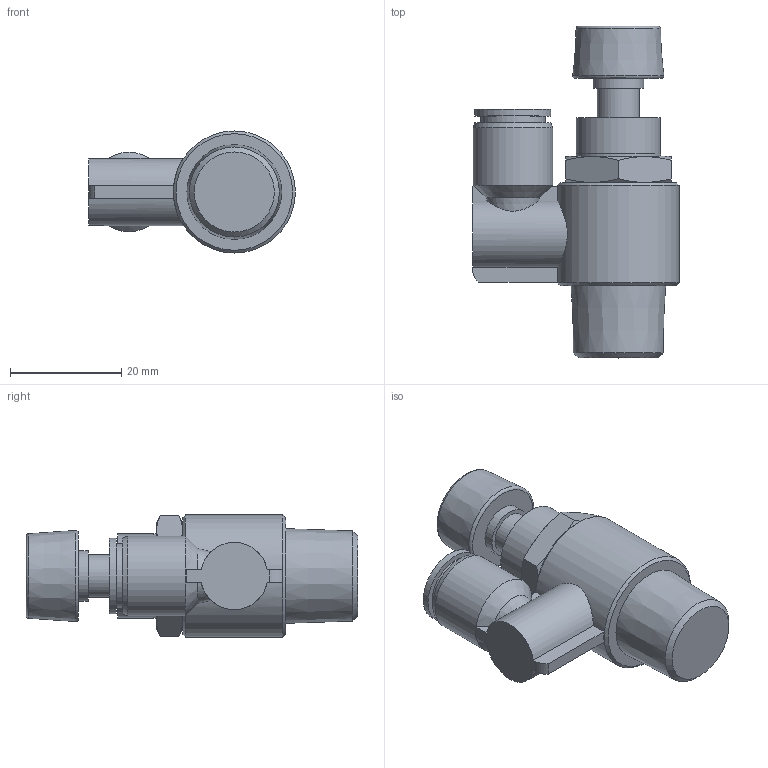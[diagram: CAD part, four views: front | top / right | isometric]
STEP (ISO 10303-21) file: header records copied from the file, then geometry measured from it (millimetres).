
FILE_DESCRIPTION(/* description */ ('STEP AP214'),/* implementation_level */ '2;1');
FILE_NAME(/* name */ '153517_LRL-3_8-QS-8',/* time_stamp */ '2024-09-04T23:17:06+02:00',/* author */ ('License CC BY-ND 4.0'),/* organization */ ('CADENAS'),/* preprocessor_version */ 'ST-DEVELOPER v19.3',/* originating_system */ 'PARTsolutions',/* authorisation */ ' ');
FILE_SCHEMA (('AUTOMOTIVE_DESIGN {1 0 10303 214 3 1 1}'));
Length unit declared in the file: millimetre
Products named in the file (1): 153517 LRL-3/8-QS-8---(0)
Bounding box: 37.25 x 59.78 x 22 mm (x, y, z)
Volume: 18336.7 mm3; surface area: 6313.7 mm2
Topology: 1 solids, 1 shells, 68 faces, 146 edges, 91 vertices
Faces by surface type: plane 31, cone 21, cylinder 14, torus 2
Full cylindrical faces by diameter (mm): 7.568 x1, 8 x1, 9.103 x1, 11.6 x1, 13.688 x1, 14.3 x1, 15.172 x1, 15.2 x1, 22 x1
Entity records: 1823 total; most frequent: CARTESIAN_POINT 432, DIRECTION 277, ORIENTED_EDGE 252, EDGE_CURVE 126, AXIS2_PLACEMENT_3D 120, EDGE_LOOP 97, FACE_BOUND 97, VERTEX_POINT 89
